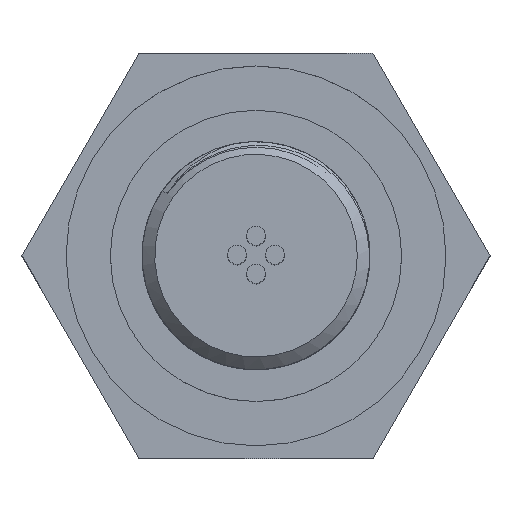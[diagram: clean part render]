
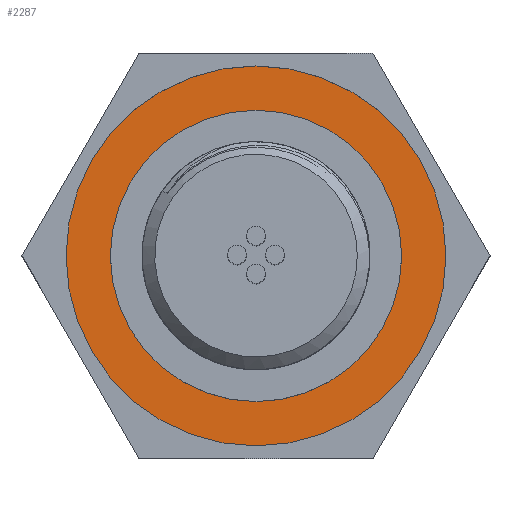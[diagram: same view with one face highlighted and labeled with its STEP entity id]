
A CAD part, top view. The second image highlights one B-rep face of the part: STEP entity #2287.
In plain terms, the highlighted planar face has unit normal (0, 0, 1).
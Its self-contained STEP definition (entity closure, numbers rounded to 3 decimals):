
#376=PLANE($,#2452);
#558=FACE_BOUND($,#871,.T.);
#559=FACE_BOUND($,#872,.T.);
#626=CIRCLE($,#2447,11.5);
#628=CIRCLE($,#2450,15.);
#871=EDGE_LOOP($,(#1735));
#872=EDGE_LOOP($,(#1736));
#1135=VERTEX_POINT($,#4878);
#1137=VERTEX_POINT($,#4883);
#1369=EDGE_CURVE($,#1135,#1135,#626,.T.);
#1371=EDGE_CURVE($,#1137,#1137,#628,.T.);
#1735=ORIENTED_EDGE($,*,*,#1369,.F.);
#1736=ORIENTED_EDGE($,*,*,#1371,.T.);
#2287=ADVANCED_FACE($,(#558,#559),#376,.F.);
#2447=AXIS2_PLACEMENT_3D($,#4879,#2683,#2684);
#2450=AXIS2_PLACEMENT_3D($,#4884,#2689,#2690);
#2452=AXIS2_PLACEMENT_3D($,#4887,#2693,#2694);
#2683=DIRECTION('center_axis',(0.,0.,1.));
#2684=DIRECTION('ref_axis',(-1.,0.,0.));
#2689=DIRECTION('center_axis',(0.,0.,1.));
#2690=DIRECTION('ref_axis',(-1.,0.,0.));
#2693=DIRECTION('center_axis',(0.,0.,-1.));
#2694=DIRECTION('ref_axis',(-1.,0.,0.));
#4878=CARTESIAN_POINT('',(11.5,0.,7.18));
#4879=CARTESIAN_POINT('Origin',(0.,0.,7.18));
#4883=CARTESIAN_POINT('',(15.,0.,7.18));
#4884=CARTESIAN_POINT('Origin',(0.,0.,7.18));
#4887=CARTESIAN_POINT('Origin',(0.,0.,7.18));
